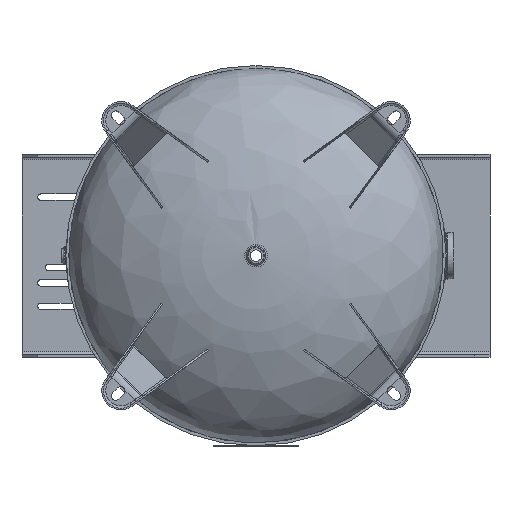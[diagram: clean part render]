
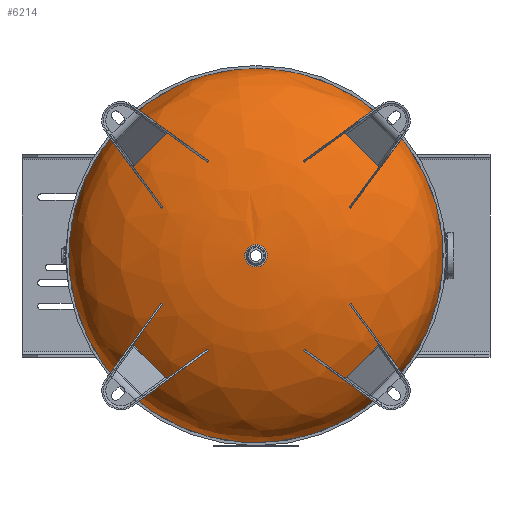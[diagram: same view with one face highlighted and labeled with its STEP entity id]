
A CAD part, front view. The second image highlights one B-rep face of the part: STEP entity #6214.
In plain terms, the highlighted free-form (B-spline) face has degree [2, 2] with [3, 9] control points.
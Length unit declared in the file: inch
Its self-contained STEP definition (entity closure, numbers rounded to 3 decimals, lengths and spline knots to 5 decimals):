
#1637=CIRCLE('',#6687,0.60925);
#1639=CIRCLE('',#6690,12.);
#1797=ELLIPSE('',#6689,12.,6.0745);
#1821=(
BOUNDED_SURFACE()
B_SPLINE_SURFACE(2,2,((#9097,#9098,#9099,#9100,#9101,#9102,#9103,#9104,
#9105),(#9106,#9107,#9108,#9109,#9110,#9111,#9112,#9113,#9114),(#9115,#9116,
#9117,#9118,#9119,#9120,#9121,#9122,#9123)),.UNSPECIFIED.,.F.,.T.,.F.)
B_SPLINE_SURFACE_WITH_KNOTS((3,3),(3,2,2,2,3),(0.,1.5708),(0.,
1.5708,3.14159,4.71239,6.28319),
 .UNSPECIFIED.)
GEOMETRIC_REPRESENTATION_ITEM()
RATIONAL_B_SPLINE_SURFACE(((1.,0.707,1.,0.707,1.,
0.707,1.,0.707,1.),(0.707,0.5,0.707,
0.5,0.707,0.5,0.707,0.5,0.707),(1.,
0.707,1.,0.707,1.,0.707,1.,0.707,
1.)))
REPRESENTATION_ITEM('')
SURFACE()
);
#1949=FACE_OUTER_BOUND('',#2320,.T.);
#2320=EDGE_LOOP('',(#4389,#4390,#4391,#4392));
#2886=VERTEX_POINT('',#9093);
#2888=VERTEX_POINT('',#9124);
#3490=EDGE_CURVE('',#2886,#2886,#1637,.T.);
#3492=EDGE_CURVE('',#2886,#2888,#1797,.T.);
#3493=EDGE_CURVE('',#2888,#2888,#1639,.T.);
#4389=ORIENTED_EDGE('',*,*,#3490,.T.);
#4390=ORIENTED_EDGE('',*,*,#3492,.T.);
#4391=ORIENTED_EDGE('',*,*,#3493,.F.);
#4392=ORIENTED_EDGE('',*,*,#3492,.F.);
#6214=ADVANCED_FACE('',(#1949),#1821,.T.);
#6687=AXIS2_PLACEMENT_3D('',#9094,#7251,#7252);
#6689=AXIS2_PLACEMENT_3D('',#9125,#7255,#7256);
#6690=AXIS2_PLACEMENT_3D('',#9126,#7257,#7258);
#7251=DIRECTION('center_axis',(0.,-1.,0.));
#7252=DIRECTION('ref_axis',(0.809,0.,-0.588));
#7255=DIRECTION('center_axis',(0.,0.,-1.));
#7256=DIRECTION('ref_axis',(1.,0.,0.));
#7257=DIRECTION('center_axis',(0.,-1.,0.));
#7258=DIRECTION('ref_axis',(1.,0.,0.));
#9093=CARTESIAN_POINT('',(0.60925,6.06667,0.));
#9094=CARTESIAN_POINT('Origin',(0.,6.06667,0.));
#9097=CARTESIAN_POINT('Ctrl Pts',(12.,0.,0.));
#9098=CARTESIAN_POINT('Ctrl Pts',(12.,0.,12.));
#9099=CARTESIAN_POINT('Ctrl Pts',(0.,0.,12.));
#9100=CARTESIAN_POINT('Ctrl Pts',(-12.,0.,12.));
#9101=CARTESIAN_POINT('Ctrl Pts',(-12.,0.,0.));
#9102=CARTESIAN_POINT('Ctrl Pts',(-12.,0.,-12.));
#9103=CARTESIAN_POINT('Ctrl Pts',(0.,0.,-12.));
#9104=CARTESIAN_POINT('Ctrl Pts',(12.,0.,-12.));
#9105=CARTESIAN_POINT('Ctrl Pts',(12.,0.,0.));
#9106=CARTESIAN_POINT('Ctrl Pts',(12.,6.0745,0.));
#9107=CARTESIAN_POINT('Ctrl Pts',(12.,6.0745,12.));
#9108=CARTESIAN_POINT('Ctrl Pts',(0.,6.0745,12.));
#9109=CARTESIAN_POINT('Ctrl Pts',(-12.,6.0745,12.));
#9110=CARTESIAN_POINT('Ctrl Pts',(-12.,6.0745,0.));
#9111=CARTESIAN_POINT('Ctrl Pts',(-12.,6.0745,-12.));
#9112=CARTESIAN_POINT('Ctrl Pts',(0.,6.0745,-12.));
#9113=CARTESIAN_POINT('Ctrl Pts',(12.,6.0745,-12.));
#9114=CARTESIAN_POINT('Ctrl Pts',(12.,6.0745,0.));
#9115=CARTESIAN_POINT('Ctrl Pts',(0.,6.0745,0.));
#9116=CARTESIAN_POINT('Ctrl Pts',(0.,6.0745,0.));
#9117=CARTESIAN_POINT('Ctrl Pts',(0.,6.0745,0.));
#9118=CARTESIAN_POINT('Ctrl Pts',(0.,6.0745,0.));
#9119=CARTESIAN_POINT('Ctrl Pts',(0.,6.0745,0.));
#9120=CARTESIAN_POINT('Ctrl Pts',(0.,6.0745,0.));
#9121=CARTESIAN_POINT('Ctrl Pts',(0.,6.0745,0.));
#9122=CARTESIAN_POINT('Ctrl Pts',(0.,6.0745,0.));
#9123=CARTESIAN_POINT('Ctrl Pts',(0.,6.0745,0.));
#9124=CARTESIAN_POINT('',(12.,0.,0.));
#9125=CARTESIAN_POINT('Origin',(0.,0.,0.));
#9126=CARTESIAN_POINT('Origin',(0.,0.,0.));
